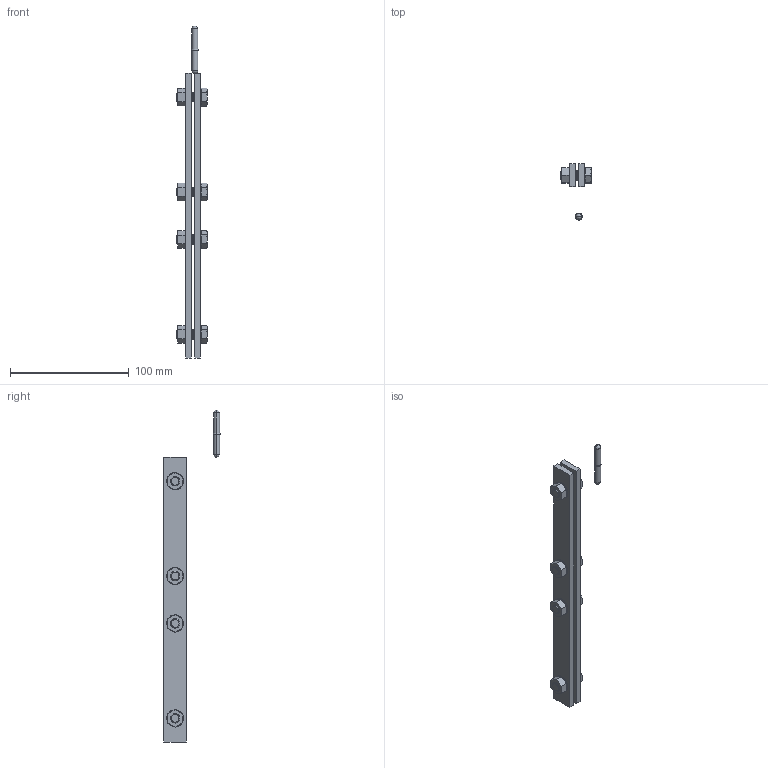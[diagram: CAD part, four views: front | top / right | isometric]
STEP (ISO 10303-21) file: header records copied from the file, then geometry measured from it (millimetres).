
FILE_DESCRIPTION (( 'STEP AP203' ), '1' );
FILE_NAME ('T84070 & T84071.STEP', '2018-09-17T14:50:00', ( '' ), ( '' ), 'SwSTEP 2.0', 'SolidWorks 2016', '' );
FILE_SCHEMA (( 'CONFIG_CONTROL_DESIGN' ));
Length unit declared in the file: millimetre
Products named in the file (7): TH1270_TH2644; T81105; F936; TH1271; T84070 & T84071; TH1270; Hex Screw GradeC_Doughty Fastners_ISO 4018 - M8 x 20-WS
Assembly tree (12 placements, depth 3):
  T84070 & T84071
    TH1270_TH2644
    TH1270
    Hex Screw GradeC_Doughty Fastners_ISO 4018 - M8 x 20-WS  x4
    F936  x4
    T81105
      TH1271
Bounding box: 25.68 x 47.52 x 280 mm (x, y, z)
Volume: 51603.1 mm3; surface area: 31687.1 mm2
Topology: 11 solids, 11 shells, 910 faces, 2374 edges, 1486 vertices
Faces by surface type: cylinder 432, cone 272, plane 200, sphere 4, torus 2
Entity records: 8910 total; most frequent: DIRECTION 1569, CARTESIAN_POINT 1413, ORIENTED_EDGE 1318, EDGE_CURVE 659, AXIS2_PLACEMENT_3D 650, VERTEX_POINT 414, CIRCLE 378, EDGE_LOOP 275
